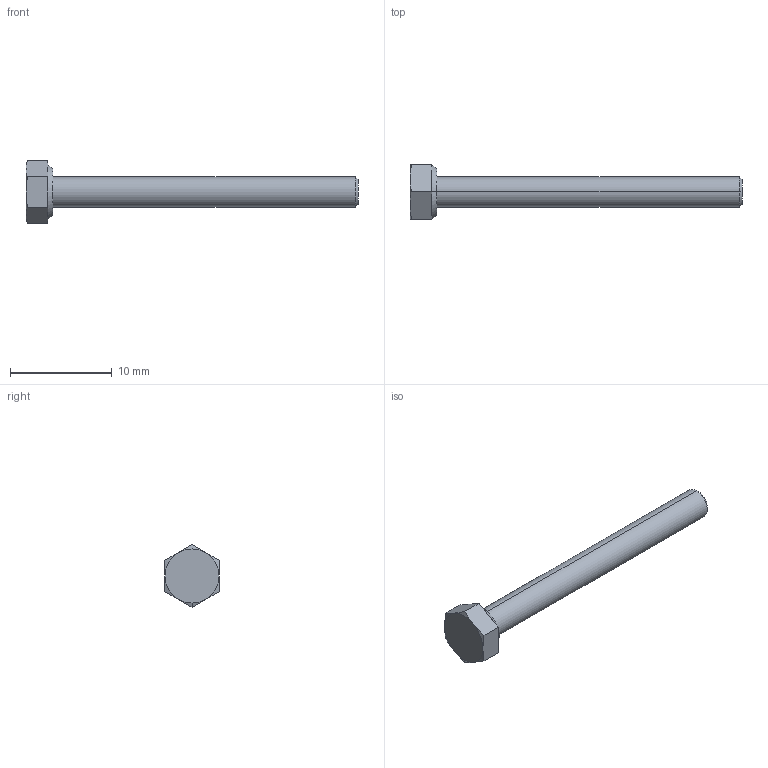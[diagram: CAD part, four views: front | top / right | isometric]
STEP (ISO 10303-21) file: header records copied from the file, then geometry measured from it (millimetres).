
FILE_DESCRIPTION (( 'STEP AP203' ), '1' );
FILE_NAME ('hexagon head bolts gb_GB_FASTENER_BOLT_SB A M3X30-N_sldprt.STEP', '2022-11-30T03:26:02', ( '' ), ( '' ), 'SwSTEP 2.0', 'SolidWorks 2021', '' );
FILE_SCHEMA (( 'CONFIG_CONTROL_DESIGN' ));
Length unit declared in the file: millimetre
Products named in the file (1): hexagon head bolts gb_GB_FASTENER_BOLT_SB A M3X30-N_sldprt
Bounding box: 32.62 x 5.32 x 6.14 mm (x, y, z)
Volume: 273.3 mm3; surface area: 372.4 mm2
Topology: 1 solids, 1 shells, 28 faces, 60 edges, 35 vertices
Faces by surface type: plane 15, cone 11, cylinder 2
Entity records: 840 total; most frequent: CARTESIAN_POINT 164, DIRECTION 129, ORIENTED_EDGE 120, EDGE_CURVE 60, AXIS2_PLACEMENT_3D 52, VERTEX_POINT 35, EDGE_LOOP 29, ADVANCED_FACE 28
